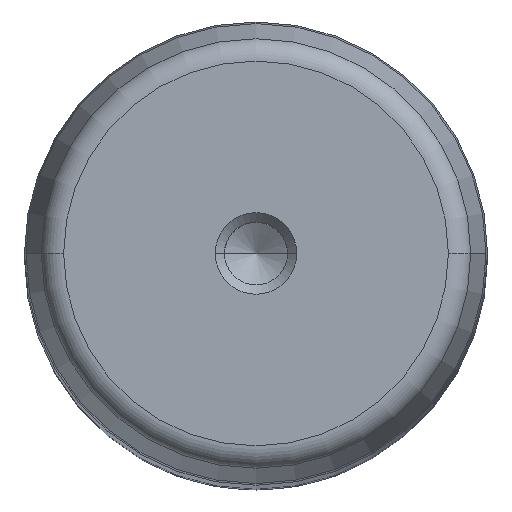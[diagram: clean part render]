
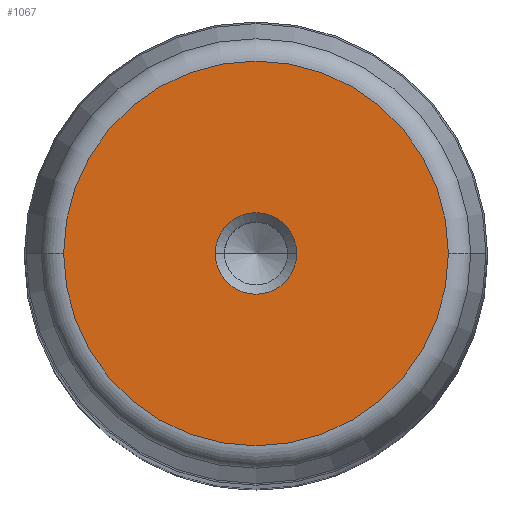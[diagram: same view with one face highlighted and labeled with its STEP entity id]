
A CAD part, top view. The second image highlights one B-rep face of the part: STEP entity #1067.
In plain terms, the highlighted planar face has unit normal (0, 0, 1).
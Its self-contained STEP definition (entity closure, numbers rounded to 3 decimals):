
#19 = CARTESIAN_POINT ( 'NONE',  ( 0., 0., 315. ) ) ;
#95 = CARTESIAN_POINT ( 'NONE',  ( 0., 0., 315. ) ) ;
#128 = CIRCLE ( 'NONE', #2602, 4.4 ) ;
#145 = EDGE_CURVE ( 'NONE', #2566, #359, #2868, .T. ) ;
#164 = DIRECTION ( 'NONE',  ( 0., 0., -1. ) ) ;
#251 = CARTESIAN_POINT ( 'NONE',  ( -4.4, 0., 315. ) ) ;
#272 = DIRECTION ( 'NONE',  ( 0., 0., -1. ) ) ;
#294 = AXIS2_PLACEMENT_3D ( 'NONE', #95, #822, #1321 ) ;
#305 = FACE_BOUND ( 'NONE', #2122, .T. ) ;
#326 = AXIS2_PLACEMENT_3D ( 'NONE', #2940, #1490, #2456 ) ;
#333 = CARTESIAN_POINT ( 'NONE',  ( 20.763, 0., 315. ) ) ;
#359 = VERTEX_POINT ( 'NONE', #251 ) ;
#404 = CARTESIAN_POINT ( 'NONE',  ( 0., 0., 315. ) ) ;
#579 = VERTEX_POINT ( 'NONE', #1060 ) ;
#661 = CARTESIAN_POINT ( 'NONE',  ( 0., 0., 315. ) ) ;
#774 = CIRCLE ( 'NONE', #294, 20.763 ) ;
#822 = DIRECTION ( 'NONE',  ( 0., 0., -1. ) ) ;
#1060 = CARTESIAN_POINT ( 'NONE',  ( -20.763, 0., 315. ) ) ;
#1067 = ADVANCED_FACE ( 'NONE', ( #305, #1672 ), #2145, .T. ) ;
#1112 = CIRCLE ( 'NONE', #2061, 20.763 ) ;
#1136 = DIRECTION ( 'NONE',  ( 1., 0., 0. ) ) ;
#1152 = DIRECTION ( 'NONE',  ( 1., 0., 0. ) ) ;
#1321 = DIRECTION ( 'NONE',  ( -1., 0., 0. ) ) ;
#1322 = EDGE_LOOP ( 'NONE', ( #2534, #2885 ) ) ;
#1350 = AXIS2_PLACEMENT_3D ( 'NONE', #661, #1851, #1152 ) ;
#1481 = ORIENTED_EDGE ( 'NONE', *, *, #145, .T. ) ;
#1490 = DIRECTION ( 'NONE',  ( 0., 0., -1. ) ) ;
#1572 = CARTESIAN_POINT ( 'NONE',  ( 4.4, 0., 315. ) ) ;
#1632 = EDGE_CURVE ( 'NONE', #579, #2556, #1112, .T. ) ;
#1672 = FACE_OUTER_BOUND ( 'NONE', #1322, .T. ) ;
#1851 = DIRECTION ( 'NONE',  ( 0., 0., 1. ) ) ;
#1860 = EDGE_CURVE ( 'NONE', #359, #2566, #128, .T. ) ;
#1959 = DIRECTION ( 'NONE',  ( -1., 0., 0. ) ) ;
#2061 = AXIS2_PLACEMENT_3D ( 'NONE', #19, #272, #1959 ) ;
#2122 = EDGE_LOOP ( 'NONE', ( #1481, #2311 ) ) ;
#2145 = PLANE ( 'NONE',  #1350 ) ;
#2268 = EDGE_CURVE ( 'NONE', #2556, #579, #774, .T. ) ;
#2311 = ORIENTED_EDGE ( 'NONE', *, *, #1860, .T. ) ;
#2456 = DIRECTION ( 'NONE',  ( 1., 0., 0. ) ) ;
#2534 = ORIENTED_EDGE ( 'NONE', *, *, #1632, .F. ) ;
#2556 = VERTEX_POINT ( 'NONE', #333 ) ;
#2566 = VERTEX_POINT ( 'NONE', #1572 ) ;
#2602 = AXIS2_PLACEMENT_3D ( 'NONE', #404, #164, #1136 ) ;
#2868 = CIRCLE ( 'NONE', #326, 4.4 ) ;
#2885 = ORIENTED_EDGE ( 'NONE', *, *, #2268, .F. ) ;
#2940 = CARTESIAN_POINT ( 'NONE',  ( 0., 0., 315. ) ) ;
